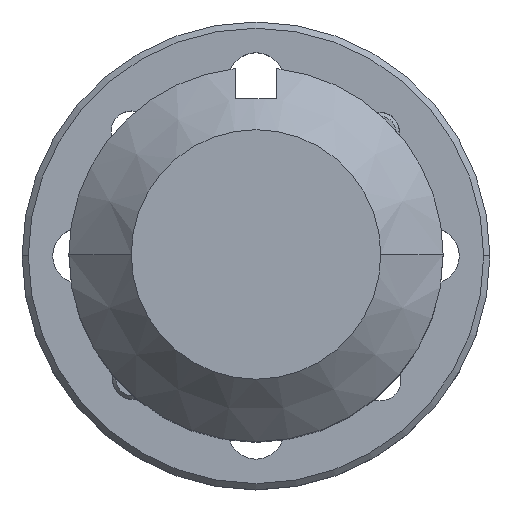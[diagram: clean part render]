
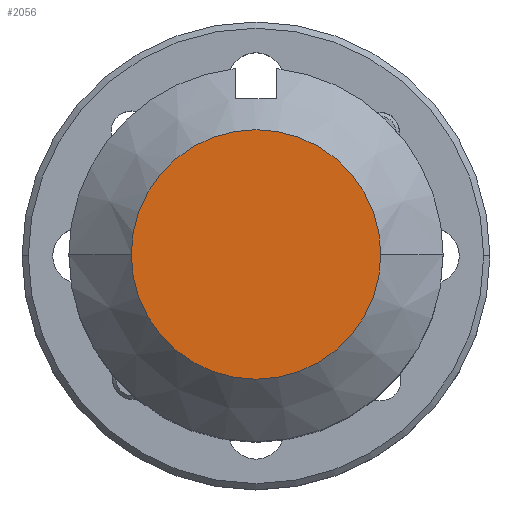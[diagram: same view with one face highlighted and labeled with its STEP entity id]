
A CAD part, top view. The second image highlights one B-rep face of the part: STEP entity #2056.
In plain terms, the highlighted planar face has unit normal (0, 0, 1).
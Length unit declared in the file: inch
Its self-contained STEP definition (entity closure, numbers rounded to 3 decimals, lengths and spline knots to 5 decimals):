
#42 = CARTESIAN_POINT ( 'NONE',  ( 0., 0., 0. ) ) ;
#58 = EDGE_CURVE ( 'NONE', #551, #1194, #1565, .T. ) ;
#93 = PLANE ( 'NONE',  #1435 ) ;
#214 = DIRECTION ( 'NONE',  ( 0., 0., 1. ) ) ;
#234 = DIRECTION ( 'NONE',  ( 1., 0., 0. ) ) ;
#340 = ORIENTED_EDGE ( 'NONE', *, *, #58, .T. ) ;
#437 = CARTESIAN_POINT ( 'NONE',  ( 0.3, 0., 0. ) ) ;
#464 = EDGE_CURVE ( 'NONE', #1194, #551, #1513, .T. ) ;
#551 = VERTEX_POINT ( 'NONE', #1190 ) ;
#751 = AXIS2_PLACEMENT_3D ( 'NONE', #42, #214, #234 ) ;
#899 = ORIENTED_EDGE ( 'NONE', *, *, #464, .T. ) ;
#1104 = CARTESIAN_POINT ( 'NONE',  ( -0.2, 0., 0. ) ) ;
#1190 = CARTESIAN_POINT ( 'NONE',  ( 0.2, 0., 0. ) ) ;
#1194 = VERTEX_POINT ( 'NONE', #1104 ) ;
#1218 = EDGE_LOOP ( 'NONE', ( #899, #340 ) ) ;
#1261 = FACE_OUTER_BOUND ( 'NONE', #1218, .T. ) ;
#1311 = DIRECTION ( 'NONE',  ( 1., 0., 0. ) ) ;
#1334 = CARTESIAN_POINT ( 'NONE',  ( 0., 0., 0. ) ) ;
#1435 = AXIS2_PLACEMENT_3D ( 'NONE', #437, #2021, #1311 ) ;
#1503 = DIRECTION ( 'NONE',  ( 1., 0., 0. ) ) ;
#1513 = CIRCLE ( 'NONE', #1521, 0.2 ) ;
#1521 = AXIS2_PLACEMENT_3D ( 'NONE', #1334, #2035, #1503 ) ;
#1565 = CIRCLE ( 'NONE', #751, 0.2 ) ;
#2021 = DIRECTION ( 'NONE',  ( 0., 0., 1. ) ) ;
#2035 = DIRECTION ( 'NONE',  ( 0., 0., 1. ) ) ;
#2056 = ADVANCED_FACE ( 'NONE', ( #1261 ), #93, .T. ) ;
